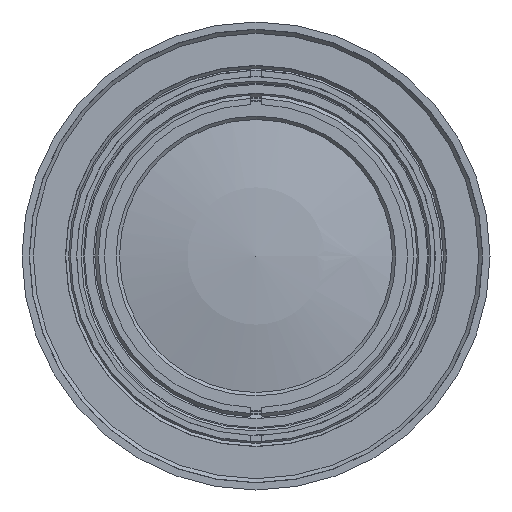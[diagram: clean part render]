
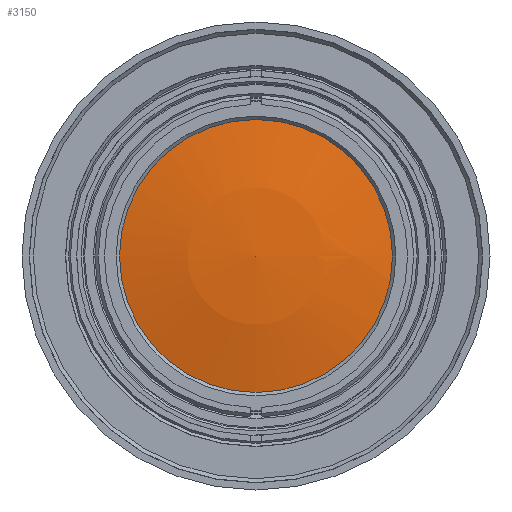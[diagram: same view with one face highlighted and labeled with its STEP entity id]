
A CAD part, left-side view. The second image highlights one B-rep face of the part: STEP entity #3150.
In plain terms, the highlighted spherical face has radius 56.911 mm.
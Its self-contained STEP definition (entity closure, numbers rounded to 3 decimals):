
#123=SPHERICAL_SURFACE('',#12753,56.911);
#1346=FACE_OUTER_BOUND('',#4476,.T.);
#3150=ADVANCED_FACE('',(#1346),#123,.T.);
#4476=EDGE_LOOP('',(#6915));
#6915=ORIENTED_EDGE('',*,*,#9858,.T.);
#8395=VERTEX_POINT('',#15686);
#9858=EDGE_CURVE('',#8395,#8395,#11599,.T.);
#11599=CIRCLE('',#12071,12.25);
#12071=AXIS2_PLACEMENT_3D('',#15685,#13215,#13216);
#12753=AXIS2_PLACEMENT_3D('',#18971,#14985,#14986);
#13215=DIRECTION('',(-1.,0.,0.));
#13216=DIRECTION('',(0.,1.,0.));
#14985=DIRECTION('',(1.,0.,0.));
#14986=DIRECTION('',(0.,-1.,0.));
#15685=CARTESIAN_POINT('',(-62.846,0.,0.));
#15686=CARTESIAN_POINT('',(-62.846,12.25,0.));
#18971=CARTESIAN_POINT('',(-7.269,0.,0.));
